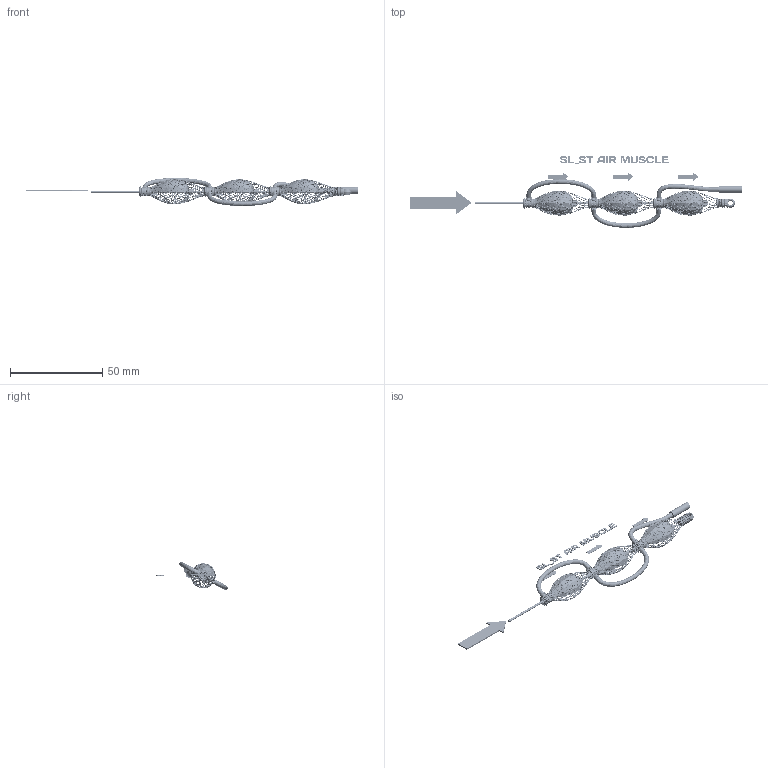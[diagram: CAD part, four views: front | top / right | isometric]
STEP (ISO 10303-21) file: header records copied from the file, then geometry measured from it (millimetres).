
FILE_DESCRIPTION(('FreeCAD Model'),'2;1');
FILE_NAME('Open CASCADE Shape Model','2025-04-29T16:59:37',('FreeCAD'),( 'FreeCAD'),'Open CASCADE STEP processor 7.6','FreeCAD','Unknown');
FILE_SCHEMA(('AUTOMOTIVE_DESIGN { 1 0 10303 214 1 1 1 1 }'));
Products named in the file (1): Open CASCADE STEP translator 7.6 1
Bounding box: 180.31 x 38.89 x 15.23 mm (x, y, z)
Volume: 2161.4 mm3; surface area: 11514.6 mm2
Topology: 184 solids, 186 shells, 4011 faces, 9403 edges, 5565 vertices
Faces by surface type: bspline 4011
Entity records: 322308 total; most frequent: CARTESIAN_POINT 268514, ORIENTED_EDGE 18624, EDGE_CURVE 9312, B_SPLINE_CURVE_WITH_KNOTS 6070, VERTEX_POINT 5565, FACE_BOUND 4023, EDGE_LOOP 4023, ADVANCED_FACE 4011
